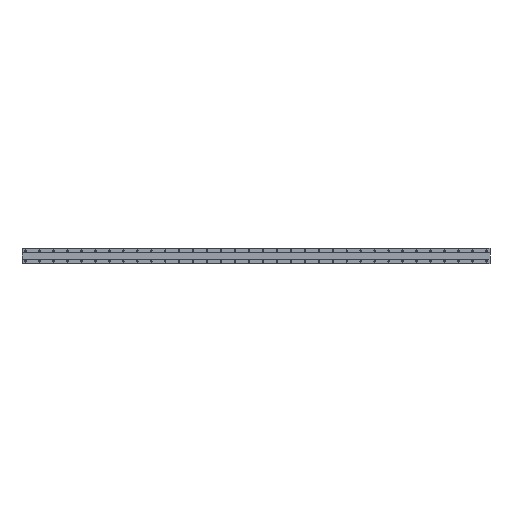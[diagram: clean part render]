
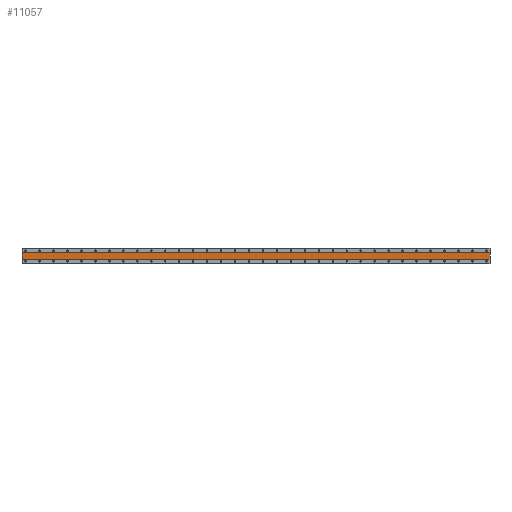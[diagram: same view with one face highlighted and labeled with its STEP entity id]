
A CAD part, front view. The second image highlights one B-rep face of the part: STEP entity #11057.
In plain terms, the highlighted planar face has unit normal (0, -1, 0).
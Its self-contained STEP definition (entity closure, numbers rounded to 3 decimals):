
#17 = EDGE_CURVE ( 'NONE', #7240, #4645, #6627, .T. ) ;
#127 = ORIENTED_EDGE ( 'NONE', *, *, #3699, .F. ) ;
#435 = DIRECTION ( 'NONE',  ( 0., 0., -1. ) ) ;
#526 = ORIENTED_EDGE ( 'NONE', *, *, #5224, .F. ) ;
#792 = PLANE ( 'NONE',  #9096 ) ;
#2406 = CARTESIAN_POINT ( 'NONE',  ( 2660., 1., 20. ) ) ;
#2442 = LINE ( 'NONE', #6054, #10378 ) ;
#2713 = VERTEX_POINT ( 'NONE', #4731 ) ;
#2748 = DIRECTION ( 'NONE',  ( -1., 0., 0. ) ) ;
#2789 = CARTESIAN_POINT ( 'NONE',  ( 2660., 1., 20. ) ) ;
#3680 = CARTESIAN_POINT ( 'NONE',  ( 2660., 1., -20. ) ) ;
#3699 = EDGE_CURVE ( 'NONE', #4645, #11236, #4592, .T. ) ;
#4198 = ORIENTED_EDGE ( 'NONE', *, *, #5782, .T. ) ;
#4267 = CARTESIAN_POINT ( 'NONE',  ( 2660., 1., 20. ) ) ;
#4592 = LINE ( 'NONE', #7311, #10188 ) ;
#4645 = VERTEX_POINT ( 'NONE', #2406 ) ;
#4676 = DIRECTION ( 'NONE',  ( 1., 0., 0. ) ) ;
#4731 = CARTESIAN_POINT ( 'NONE',  ( -20., 1., -20. ) ) ;
#5150 = DIRECTION ( 'NONE',  ( 0., 1., 0. ) ) ;
#5224 = EDGE_CURVE ( 'NONE', #11236, #2713, #2442, .T. ) ;
#5327 = FACE_OUTER_BOUND ( 'NONE', #6196, .T. ) ;
#5782 = EDGE_CURVE ( 'NONE', #7240, #2713, #10226, .T. ) ;
#6054 = CARTESIAN_POINT ( 'NONE',  ( 2660., 1., -20. ) ) ;
#6196 = EDGE_LOOP ( 'NONE', ( #526, #127, #7376, #4198 ) ) ;
#6269 = CARTESIAN_POINT ( 'NONE',  ( -20., 1., 20. ) ) ;
#6603 = VECTOR ( 'NONE', #435, 1000. ) ;
#6627 = LINE ( 'NONE', #2789, #9265 ) ;
#7113 = DIRECTION ( 'NONE',  ( 0., 0., 1. ) ) ;
#7240 = VERTEX_POINT ( 'NONE', #6269 ) ;
#7311 = CARTESIAN_POINT ( 'NONE',  ( 2660., 1., 44.91 ) ) ;
#7376 = ORIENTED_EDGE ( 'NONE', *, *, #17, .F. ) ;
#8491 = CARTESIAN_POINT ( 'NONE',  ( -20., 1., 44.91 ) ) ;
#9096 = AXIS2_PLACEMENT_3D ( 'NONE', #4267, #5150, #7113 ) ;
#9265 = VECTOR ( 'NONE', #4676, 1000. ) ;
#10188 = VECTOR ( 'NONE', #10889, 1000. ) ;
#10226 = LINE ( 'NONE', #8491, #6603 ) ;
#10378 = VECTOR ( 'NONE', #2748, 1000. ) ;
#10889 = DIRECTION ( 'NONE',  ( 0., 0., -1. ) ) ;
#11057 = ADVANCED_FACE ( 'NONE', ( #5327 ), #792, .F. ) ;
#11236 = VERTEX_POINT ( 'NONE', #3680 ) ;
